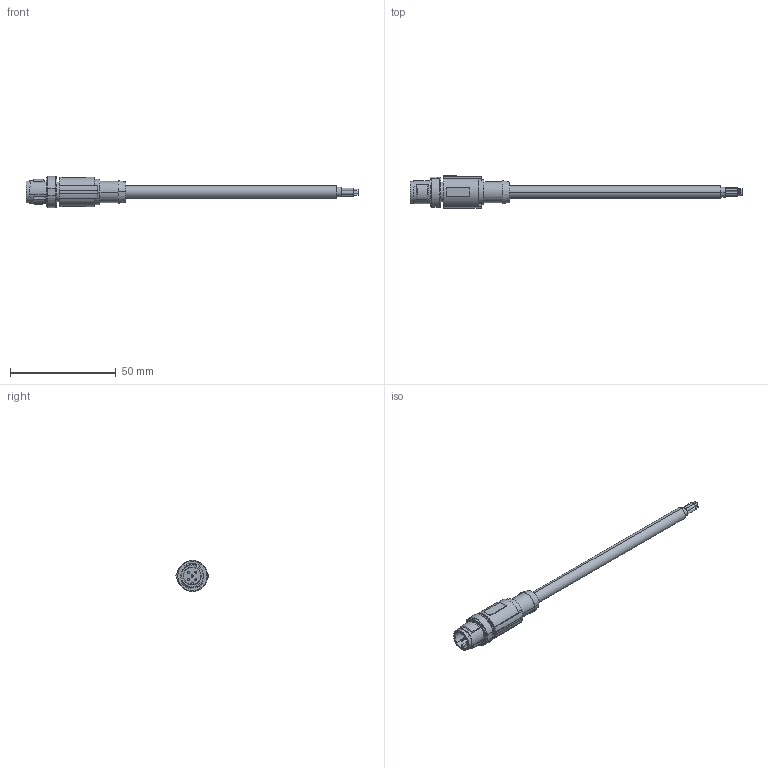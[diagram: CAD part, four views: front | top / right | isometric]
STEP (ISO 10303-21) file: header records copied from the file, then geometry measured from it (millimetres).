
FILE_DESCRIPTION(('SolidDesigner STEP Export'),'2;1');
FILE_NAME('1406138_SAC_5P_MS_5.0_542_SH_SCO_BK-select.stp','2013-09-20T10:16:55',(''),(''),'Creo Elements/Direct Modeling STEP processor for AP214 (Solid Model)','Creo Elements/Direct Modeling 18.1B 29-Sep-2012 (C) Parametric Technology GmbH','');
FILE_SCHEMA(('AUTOMOTIVE_DESIGN { 1 0 10303 214 1 1 1 1 }'));
Length unit declared in the file: millimetre
Products named in the file (1): 1406138_SAC_5P_MS_5.0_542_SH_SCO_BK-select
Bounding box: 157.3 x 15.2 x 14.79 mm (x, y, z)
Volume: 8149.5 mm3; surface area: 4855 mm2
Topology: 1 solids, 1 shells, 173 faces, 418 edges, 276 vertices
Faces by surface type: plane 74, cylinder 73, cone 20, bspline 6
Entity records: 9544 total; most frequent: CARTESIAN_POINT 4272, ORIENTED_EDGE 836, DIRECTION 706, EDGE_CURVE 418, VERTEX_POINT 276, AXIS2_PLACEMENT_3D 263, EDGE_LOOP 202, VECTOR 180
